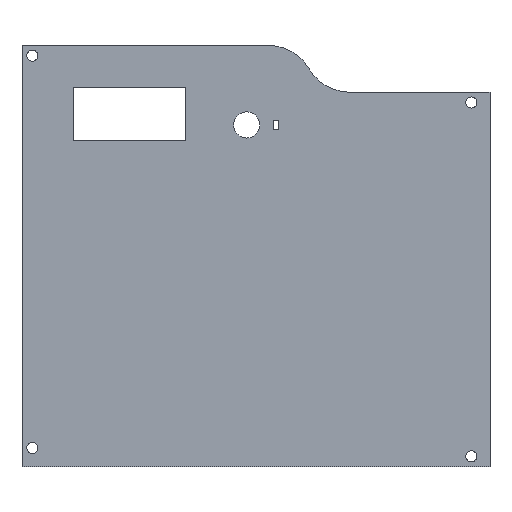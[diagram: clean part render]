
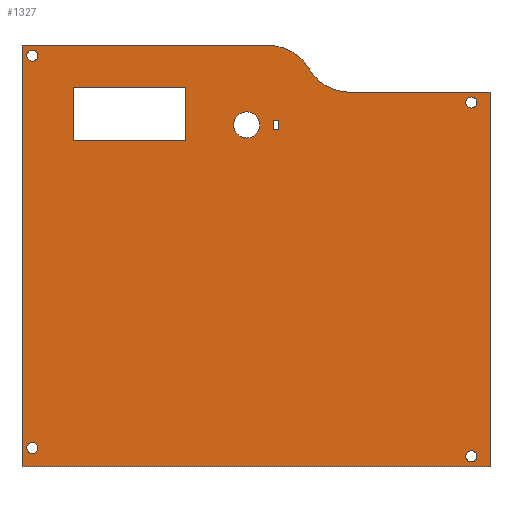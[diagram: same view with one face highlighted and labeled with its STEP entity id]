
A CAD part, left-side view. The second image highlights one B-rep face of the part: STEP entity #1327.
In plain terms, the highlighted planar face has unit normal (-1, 0, 0).
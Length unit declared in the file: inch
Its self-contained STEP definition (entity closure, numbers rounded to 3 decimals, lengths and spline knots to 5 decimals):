
#52=FACE_BOUND('',#246,.T.);
#53=FACE_BOUND('',#247,.T.);
#54=FACE_BOUND('',#248,.T.);
#55=FACE_BOUND('',#249,.T.);
#56=FACE_BOUND('',#250,.T.);
#57=FACE_BOUND('',#251,.T.);
#58=FACE_BOUND('',#252,.T.);
#82=PLANE('',#1467);
#143=FACE_OUTER_BOUND('',#245,.T.);
#245=EDGE_LOOP('',(#1056,#1057,#1058,#1059,#1060,#1061,#1062));
#246=EDGE_LOOP('',(#1063));
#247=EDGE_LOOP('',(#1064,#1065,#1066,#1067));
#248=EDGE_LOOP('',(#1068,#1069,#1070,#1071));
#249=EDGE_LOOP('',(#1072));
#250=EDGE_LOOP('',(#1073));
#251=EDGE_LOOP('',(#1074));
#252=EDGE_LOOP('',(#1075));
#302=LINE('',#1964,#421);
#305=LINE('',#1970,#424);
#308=LINE('',#1976,#427);
#311=LINE('',#1980,#430);
#347=LINE('',#2173,#466);
#349=LINE('',#2177,#468);
#351=LINE('',#2181,#470);
#353=LINE('',#2184,#472);
#356=LINE('',#2193,#475);
#357=LINE('',#2195,#476);
#358=LINE('',#2197,#477);
#359=LINE('',#2199,#478);
#360=LINE('',#2201,#479);
#421=VECTOR('',#1548,0.3937);
#424=VECTOR('',#1553,0.3937);
#427=VECTOR('',#1558,0.3937);
#430=VECTOR('',#1563,0.3937);
#466=VECTOR('',#1733,0.3937);
#468=VECTOR('',#1737,0.3937);
#470=VECTOR('',#1741,0.3937);
#472=VECTOR('',#1745,0.3937);
#475=VECTOR('',#1754,0.3937);
#476=VECTOR('',#1755,0.3937);
#477=VECTOR('',#1756,0.3937);
#478=VECTOR('',#1757,0.3937);
#479=VECTOR('',#1758,0.3937);
#538=CIRCLE('',#1390,0.13976);
#581=CIRCLE('',#1466,0.5);
#582=CIRCLE('',#1468,0.5);
#583=CIRCLE('',#1469,0.05906);
#584=CIRCLE('',#1470,0.05906);
#585=CIRCLE('',#1471,0.05906);
#586=CIRCLE('',#1472,0.05906);
#588=VERTEX_POINT('',#1954);
#591=VERTEX_POINT('',#1961);
#592=VERTEX_POINT('',#1963);
#594=VERTEX_POINT('',#1969);
#596=VERTEX_POINT('',#1975);
#658=VERTEX_POINT('',#2170);
#659=VERTEX_POINT('',#2172);
#660=VERTEX_POINT('',#2176);
#661=VERTEX_POINT('',#2180);
#662=VERTEX_POINT('',#2186);
#663=VERTEX_POINT('',#2188);
#664=VERTEX_POINT('',#2192);
#665=VERTEX_POINT('',#2194);
#666=VERTEX_POINT('',#2196);
#667=VERTEX_POINT('',#2198);
#668=VERTEX_POINT('',#2200);
#669=VERTEX_POINT('',#2203);
#670=VERTEX_POINT('',#2205);
#671=VERTEX_POINT('',#2207);
#672=VERTEX_POINT('',#2209);
#707=EDGE_CURVE('',#588,#588,#538,.T.);
#710=EDGE_CURVE('',#592,#591,#302,.T.);
#713=EDGE_CURVE('',#594,#592,#305,.T.);
#716=EDGE_CURVE('',#596,#594,#308,.T.);
#719=EDGE_CURVE('',#591,#596,#311,.T.);
#797=EDGE_CURVE('',#659,#658,#347,.T.);
#799=EDGE_CURVE('',#660,#659,#349,.T.);
#801=EDGE_CURVE('',#661,#660,#351,.T.);
#803=EDGE_CURVE('',#658,#661,#353,.T.);
#805=EDGE_CURVE('',#662,#663,#581,.T.);
#807=EDGE_CURVE('',#662,#664,#356,.T.);
#808=EDGE_CURVE('',#665,#664,#357,.T.);
#809=EDGE_CURVE('',#666,#665,#358,.T.);
#810=EDGE_CURVE('',#666,#667,#359,.T.);
#811=EDGE_CURVE('',#668,#667,#360,.T.);
#812=EDGE_CURVE('',#663,#668,#582,.T.);
#813=EDGE_CURVE('',#669,#669,#583,.T.);
#814=EDGE_CURVE('',#670,#670,#584,.T.);
#815=EDGE_CURVE('',#671,#671,#585,.T.);
#816=EDGE_CURVE('',#672,#672,#586,.T.);
#1056=ORIENTED_EDGE('',*,*,#805,.F.);
#1057=ORIENTED_EDGE('',*,*,#807,.T.);
#1058=ORIENTED_EDGE('',*,*,#808,.F.);
#1059=ORIENTED_EDGE('',*,*,#809,.F.);
#1060=ORIENTED_EDGE('',*,*,#810,.T.);
#1061=ORIENTED_EDGE('',*,*,#811,.F.);
#1062=ORIENTED_EDGE('',*,*,#812,.F.);
#1063=ORIENTED_EDGE('',*,*,#707,.T.);
#1064=ORIENTED_EDGE('',*,*,#716,.T.);
#1065=ORIENTED_EDGE('',*,*,#713,.T.);
#1066=ORIENTED_EDGE('',*,*,#710,.T.);
#1067=ORIENTED_EDGE('',*,*,#719,.T.);
#1068=ORIENTED_EDGE('',*,*,#801,.T.);
#1069=ORIENTED_EDGE('',*,*,#799,.T.);
#1070=ORIENTED_EDGE('',*,*,#797,.T.);
#1071=ORIENTED_EDGE('',*,*,#803,.T.);
#1072=ORIENTED_EDGE('',*,*,#813,.T.);
#1073=ORIENTED_EDGE('',*,*,#814,.T.);
#1074=ORIENTED_EDGE('',*,*,#815,.T.);
#1075=ORIENTED_EDGE('',*,*,#816,.T.);
#1327=ADVANCED_FACE('',(#143,#52,#53,#54,#55,#56,#57,#58),#82,.T.);
#1390=AXIS2_PLACEMENT_3D('',#1956,#1542,#1543);
#1466=AXIS2_PLACEMENT_3D('',#2189,#1749,#1750);
#1467=AXIS2_PLACEMENT_3D('',#2191,#1752,#1753);
#1468=AXIS2_PLACEMENT_3D('',#2202,#1759,#1760);
#1469=AXIS2_PLACEMENT_3D('',#2204,#1761,#1762);
#1470=AXIS2_PLACEMENT_3D('',#2206,#1763,#1764);
#1471=AXIS2_PLACEMENT_3D('',#2208,#1765,#1766);
#1472=AXIS2_PLACEMENT_3D('',#2210,#1767,#1768);
#1542=DIRECTION('center_axis',(1.,0.,0.));
#1543=DIRECTION('ref_axis',(0.,-1.,0.));
#1548=DIRECTION('',(0.,0.,1.));
#1553=DIRECTION('',(0.,1.,0.));
#1558=DIRECTION('',(0.,0.,-1.));
#1563=DIRECTION('',(0.,-1.,0.));
#1733=DIRECTION('',(0.,0.,1.));
#1737=DIRECTION('',(0.,1.,0.));
#1741=DIRECTION('',(0.,0.,-1.));
#1745=DIRECTION('',(0.,-1.,0.));
#1749=DIRECTION('center_axis',(1.,0.,0.));
#1750=DIRECTION('ref_axis',(0.,-0.5,0.866));
#1752=DIRECTION('center_axis',(-1.,0.,0.));
#1753=DIRECTION('ref_axis',(0.,-1.,0.));
#1754=DIRECTION('',(0.,1.,0.));
#1755=DIRECTION('',(0.,0.,1.));
#1756=DIRECTION('',(0.,1.,0.));
#1757=DIRECTION('',(0.,0.,1.));
#1758=DIRECTION('',(0.,-1.,0.));
#1759=DIRECTION('center_axis',(-1.,0.,0.));
#1760=DIRECTION('ref_axis',(0.,0.707,-0.707));
#1761=DIRECTION('center_axis',(1.,0.,0.));
#1762=DIRECTION('ref_axis',(0.,1.,0.));
#1763=DIRECTION('center_axis',(1.,0.,0.));
#1764=DIRECTION('ref_axis',(0.,1.,0.));
#1765=DIRECTION('center_axis',(1.,0.,0.));
#1766=DIRECTION('ref_axis',(0.,1.,0.));
#1767=DIRECTION('center_axis',(1.,0.,0.));
#1768=DIRECTION('ref_axis',(0.,1.,0.));
#1954=CARTESIAN_POINT('',(-4.7,0.23976,3.65));
#1956=CARTESIAN_POINT('Origin',(-4.7,0.1,3.65));
#1961=CARTESIAN_POINT('',(-4.7,-0.18543,3.69809));
#1963=CARTESIAN_POINT('',(-4.7,-0.18543,3.59966));
#1964=CARTESIAN_POINT('',(-4.7,-0.18543,1.84904));
#1969=CARTESIAN_POINT('',(-4.7,-0.24449,3.59966));
#1970=CARTESIAN_POINT('',(-4.7,1.15728,3.59966));
#1975=CARTESIAN_POINT('',(-4.7,-0.24449,3.69809));
#1976=CARTESIAN_POINT('',(-4.7,-0.24449,1.79983));
#1980=CARTESIAN_POINT('',(-4.7,1.12776,3.69809));
#2170=CARTESIAN_POINT('',(-4.7,1.95,4.05));
#2172=CARTESIAN_POINT('',(-4.7,1.95,3.48));
#2173=CARTESIAN_POINT('',(-4.7,1.95,1.74));
#2176=CARTESIAN_POINT('',(-4.7,0.75,3.48));
#2177=CARTESIAN_POINT('',(-4.7,1.625,3.48));
#2180=CARTESIAN_POINT('',(-4.7,0.75,4.05));
#2181=CARTESIAN_POINT('',(-4.7,0.75,2.025));
#2184=CARTESIAN_POINT('',(-4.7,2.225,4.05));
#2186=CARTESIAN_POINT('',(-4.7,-0.13397,4.5));
#2188=CARTESIAN_POINT('',(-4.7,-0.56699,4.25));
#2189=CARTESIAN_POINT('Origin',(-4.7,-0.13397,4.));
#2191=CARTESIAN_POINT('Origin',(-4.7,2.5,0.));
#2192=CARTESIAN_POINT('',(-4.7,2.5,4.5));
#2193=CARTESIAN_POINT('',(-4.7,-0.5,4.5));
#2194=CARTESIAN_POINT('',(-4.7,2.5,0.));
#2195=CARTESIAN_POINT('',(-4.7,2.5,0.));
#2196=CARTESIAN_POINT('',(-4.7,-2.5,0.));
#2197=CARTESIAN_POINT('',(-4.7,-2.5,0.));
#2198=CARTESIAN_POINT('',(-4.7,-2.5,4.));
#2199=CARTESIAN_POINT('',(-4.7,-2.5,0.));
#2200=CARTESIAN_POINT('',(-4.7,-1.,4.));
#2201=CARTESIAN_POINT('',(-4.7,-2.5,4.));
#2202=CARTESIAN_POINT('Origin',(-4.7,-1.,4.5));
#2203=CARTESIAN_POINT('',(-4.7,2.33094,4.39));
#2204=CARTESIAN_POINT('Origin',(-4.7,2.39,4.39));
#2205=CARTESIAN_POINT('',(-4.7,-2.35906,3.89));
#2206=CARTESIAN_POINT('Origin',(-4.7,-2.3,3.89));
#2207=CARTESIAN_POINT('',(-4.7,-2.35906,0.11));
#2208=CARTESIAN_POINT('Origin',(-4.7,-2.3,0.11));
#2209=CARTESIAN_POINT('',(-4.7,2.33094,0.2));
#2210=CARTESIAN_POINT('Origin',(-4.7,2.39,0.2));
